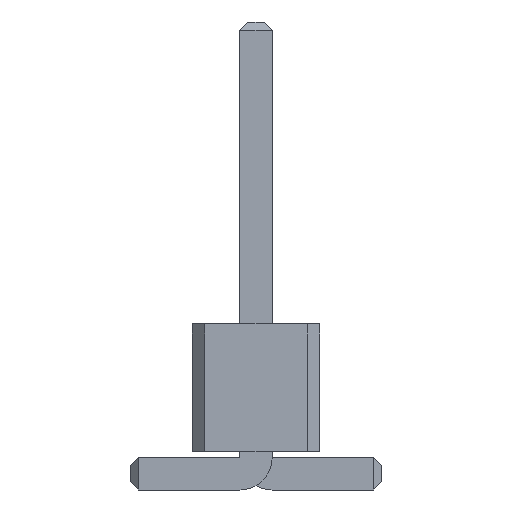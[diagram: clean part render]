
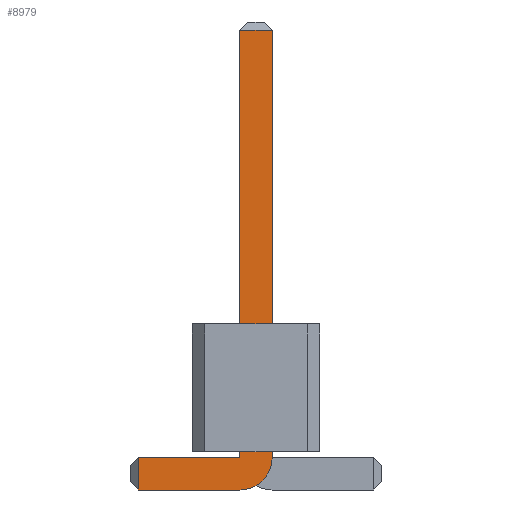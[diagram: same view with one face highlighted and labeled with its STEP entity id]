
A CAD part, front view. The second image highlights one B-rep face of the part: STEP entity #8979.
In plain terms, the highlighted planar face has unit normal (0, -1, 0).
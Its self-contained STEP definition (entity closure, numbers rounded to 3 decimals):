
#56=DIRECTION('',(0.,-1.,0.));
#67=DIRECTION('',(1.,0.,0.));
#1922=VECTOR('',#67,1.);
#1975=DIRECTION('',(-1.,0.,0.));
#3827=VECTOR('',#1975,1.);
#4081=DIRECTION('',(0.,0.,-1.));
#4100=VECTOR('',#4081,1.);
#8810=VECTOR('',#8811,1.);
#8811=DIRECTION('',(0.,0.,1.));
#8833=DIRECTION('',(-0.,-1.,-0.));
#8840=VERTEX_POINT('',#8841);
#8841=CARTESIAN_POINT('',(-2.34,-40.96,0.));
#8844=ORIENTED_EDGE('',*,*,#8845,.T.);
#8845=EDGE_CURVE('',#8840,#8846,#8848,.T.);
#8846=VERTEX_POINT('',#8847);
#8847=CARTESIAN_POINT('',(-0.32,-40.96,0.));
#8848=LINE('',#8849,#1922);
#8849=CARTESIAN_POINT('',(-2.5,-40.96,0.));
#8881=VERTEX_POINT('',#8882);
#8882=CARTESIAN_POINT('',(0.32,-40.96,0.64));
#8885=EDGE_CURVE('',#8846,#8881,#8886,.T.);
#8886=CIRCLE('',#8887,0.64);
#8887=AXIS2_PLACEMENT_3D('',#8888,#56,#4081);
#8888=CARTESIAN_POINT('',(-0.32,-40.96,0.64));
#8896=VERTEX_POINT('',#8888);
#8898=ORIENTED_EDGE('',*,*,#8899,.T.);
#8899=EDGE_CURVE('',#8896,#8900,#8902,.T.);
#8900=VERTEX_POINT('',#8901);
#8901=CARTESIAN_POINT('',(-2.34,-40.96,0.64));
#8902=LINE('',#8888,#3827);
#8912=ORIENTED_EDGE('',*,*,#8913,.T.);
#8913=EDGE_CURVE('',#8881,#8914,#8916,.T.);
#8914=VERTEX_POINT('',#8915);
#8915=CARTESIAN_POINT('',(0.32,-40.96,9.14));
#8916=LINE('',#8917,#8810);
#8917=CARTESIAN_POINT('',(0.32,-40.96,0.));
#8930=VERTEX_POINT('',#8931);
#8931=CARTESIAN_POINT('',(-0.32,-40.96,9.14));
#8933=ORIENTED_EDGE('',*,*,#8934,.T.);
#8934=EDGE_CURVE('',#8930,#8896,#8935,.T.);
#8935=LINE('',#8936,#4100);
#8936=CARTESIAN_POINT('',(-0.32,-40.96,9.3));
#8979=ADVANCED_FACE('',(#8980),#8989,.T.);
#8980=FACE_BOUND('',#8981,.T.);
#8981=EDGE_LOOP('',(#8844,#8982,#8912,#8983,#8933,#8898,#8986));
#8982=ORIENTED_EDGE('',*,*,#8885,.T.);
#8983=ORIENTED_EDGE('',*,*,#8984,.T.);
#8984=EDGE_CURVE('',#8914,#8930,#8985,.T.);
#8985=LINE('',#8915,#3827);
#8986=ORIENTED_EDGE('',*,*,#8987,.T.);
#8987=EDGE_CURVE('',#8900,#8840,#8988,.T.);
#8988=LINE('',#8901,#4100);
#8989=PLANE('',#8990);
#8990=AXIS2_PLACEMENT_3D('',#8991,#8833,#4081);
#8991=CARTESIAN_POINT('',(-0.311,-40.96,3.871));
